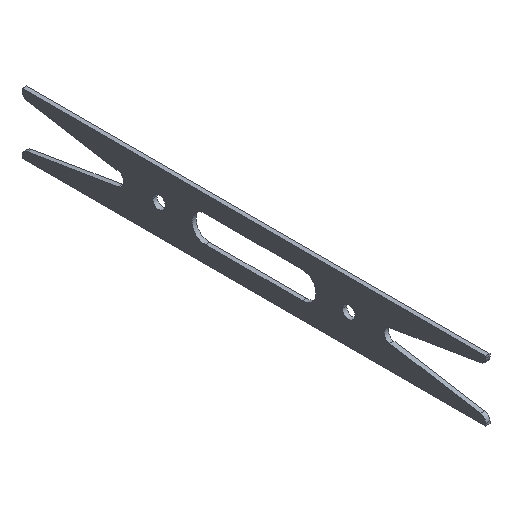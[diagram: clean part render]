
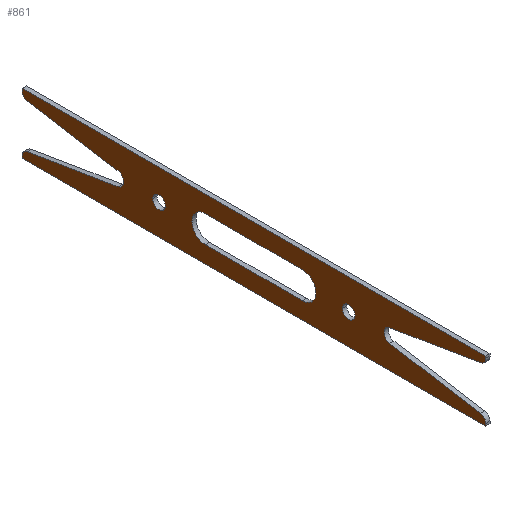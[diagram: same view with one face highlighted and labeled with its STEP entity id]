
A CAD part, isometric view. The second image highlights one B-rep face of the part: STEP entity #861.
In plain terms, the highlighted planar face has unit normal (-1, 0, 0).
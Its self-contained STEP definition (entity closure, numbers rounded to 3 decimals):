
#63=CARTESIAN_POINT('Vertex',(-2701.921,-110.,424.764)) ;
#77=CARTESIAN_POINT('Vertex',(-2701.921,110.,424.764)) ;
#80=CARTESIAN_POINT('Line Origine',(-2701.921,0.,424.764)) ;
#108=CARTESIAN_POINT('Vertex',(-2701.921,110.,423.764)) ;
#111=CARTESIAN_POINT('Line Origine',(-2701.921,110.,424.264)) ;
#139=CARTESIAN_POINT('Vertex',(-2701.921,107.493,420.805)) ;
#142=CARTESIAN_POINT('Axis2P3D Location',(-2701.921,107.,423.764)) ;
#170=CARTESIAN_POINT('Vertex',(-2701.921,64.459,413.632)) ;
#173=CARTESIAN_POINT('Line Origine',(-2701.921,85.976,417.218)) ;
#190=CARTESIAN_POINT('Axis2P3D Location',(-2701.921,65.,410.388)) ;
#194=CARTESIAN_POINT('Vertex',(-2701.921,64.459,407.144)) ;
#221=CARTESIAN_POINT('Line Origine',(-2701.921,85.976,403.558)) ;
#225=CARTESIAN_POINT('Vertex',(-2701.921,107.493,399.971)) ;
#263=CARTESIAN_POINT('Vertex',(-2701.921,110.,397.012)) ;
#266=CARTESIAN_POINT('Axis2P3D Location',(-2701.921,107.,397.012)) ;
#289=CARTESIAN_POINT('Vertex',(-2701.921,110.,396.012)) ;
#292=CARTESIAN_POINT('Line Origine',(-2701.921,110.,396.512)) ;
#309=CARTESIAN_POINT('Line Origine',(-2701.921,0.,396.012)) ;
#313=CARTESIAN_POINT('Vertex',(-2701.921,-110.,396.012)) ;
#340=CARTESIAN_POINT('Line Origine',(-2701.921,-110.,396.512)) ;
#344=CARTESIAN_POINT('Vertex',(-2701.921,-110.,397.012)) ;
#382=CARTESIAN_POINT('Vertex',(-2701.921,-107.493,399.971)) ;
#385=CARTESIAN_POINT('Axis2P3D Location',(-2701.921,-107.,397.012)) ;
#413=CARTESIAN_POINT('Vertex',(-2701.921,-64.459,407.144)) ;
#416=CARTESIAN_POINT('Line Origine',(-2701.921,-85.976,403.558)) ;
#433=CARTESIAN_POINT('Axis2P3D Location',(-2701.921,-65.,410.388)) ;
#437=CARTESIAN_POINT('Vertex',(-2701.921,-64.459,413.632)) ;
#464=CARTESIAN_POINT('Line Origine',(-2701.921,-85.976,417.218)) ;
#468=CARTESIAN_POINT('Vertex',(-2701.921,-107.493,420.805)) ;
#506=CARTESIAN_POINT('Vertex',(-2701.921,-110.,423.764)) ;
#509=CARTESIAN_POINT('Axis2P3D Location',(-2701.921,-107.,423.764)) ;
#521=CARTESIAN_POINT('Line Origine',(-2701.921,-110.,424.264)) ;
#543=CARTESIAN_POINT('Axis2P3D Location',(-2701.921,45.,410.388)) ;
#547=CARTESIAN_POINT('Vertex',(-2701.921,48.,410.388)) ;
#549=CARTESIAN_POINT('Vertex',(-2701.921,42.,410.388)) ;
#583=CARTESIAN_POINT('Axis2P3D Location',(-2701.921,45.,410.388)) ;
#605=CARTESIAN_POINT('Axis2P3D Location',(-2701.921,-45.,410.388)) ;
#609=CARTESIAN_POINT('Vertex',(-2701.921,-48.,410.388)) ;
#611=CARTESIAN_POINT('Vertex',(-2701.921,-42.,410.388)) ;
#645=CARTESIAN_POINT('Axis2P3D Location',(-2701.921,-45.,410.388)) ;
#673=CARTESIAN_POINT('Vertex',(-2701.921,-23.,404.012)) ;
#687=CARTESIAN_POINT('Vertex',(-2701.921,23.,404.012)) ;
#690=CARTESIAN_POINT('Line Origine',(-2701.921,0.,404.012)) ;
#707=CARTESIAN_POINT('Axis2P3D Location',(-2701.921,23.,410.388)) ;
#711=CARTESIAN_POINT('Vertex',(-2701.921,23.,416.764)) ;
#749=CARTESIAN_POINT('Vertex',(-2701.921,-23.,416.764)) ;
#752=CARTESIAN_POINT('Line Origine',(-2701.921,0.,416.764)) ;
#769=CARTESIAN_POINT('Axis2P3D Location',(-2701.921,-23.,410.388)) ;
#824=CARTESIAN_POINT('Axis2P3D Location',(-2701.921,0.,0.)) ;
#81=DIRECTION('Vector Direction',(0.,1.,0.)) ;
#112=DIRECTION('Vector Direction',(0.,0.,-1.)) ;
#143=DIRECTION('Axis2P3D Direction',(-1.,0.,0.)) ;
#174=DIRECTION('Vector Direction',(0.,-0.986,-0.164)) ;
#191=DIRECTION('Axis2P3D Direction',(-1.,0.,0.)) ;
#222=DIRECTION('Vector Direction',(0.,-0.986,0.164)) ;
#267=DIRECTION('Axis2P3D Direction',(-1.,0.,0.)) ;
#293=DIRECTION('Vector Direction',(0.,0.,-1.)) ;
#310=DIRECTION('Vector Direction',(0.,1.,0.)) ;
#341=DIRECTION('Vector Direction',(0.,0.,-1.)) ;
#386=DIRECTION('Axis2P3D Direction',(-1.,0.,0.)) ;
#417=DIRECTION('Vector Direction',(0.,0.986,0.164)) ;
#434=DIRECTION('Axis2P3D Direction',(-1.,0.,0.)) ;
#465=DIRECTION('Vector Direction',(0.,0.986,-0.164)) ;
#510=DIRECTION('Axis2P3D Direction',(-1.,0.,0.)) ;
#522=DIRECTION('Vector Direction',(0.,0.,-1.)) ;
#544=DIRECTION('Axis2P3D Direction',(-1.,0.,0.)) ;
#584=DIRECTION('Axis2P3D Direction',(-1.,0.,0.)) ;
#606=DIRECTION('Axis2P3D Direction',(-1.,0.,0.)) ;
#646=DIRECTION('Axis2P3D Direction',(-1.,0.,0.)) ;
#691=DIRECTION('Vector Direction',(0.,1.,0.)) ;
#708=DIRECTION('Axis2P3D Direction',(-1.,0.,0.)) ;
#753=DIRECTION('Vector Direction',(0.,-1.,0.)) ;
#770=DIRECTION('Axis2P3D Direction',(-1.,0.,0.)) ;
#825=DIRECTION('Axis2P3D Direction',(-1.,0.,0.)) ;
#826=DIRECTION('Axis2P3D XDirection',(0.,-1.,0.)) ;
#144=AXIS2_PLACEMENT_3D('Circle Axis2P3D',#142,#143,$) ;
#192=AXIS2_PLACEMENT_3D('Circle Axis2P3D',#190,#191,$) ;
#268=AXIS2_PLACEMENT_3D('Circle Axis2P3D',#266,#267,$) ;
#387=AXIS2_PLACEMENT_3D('Circle Axis2P3D',#385,#386,$) ;
#435=AXIS2_PLACEMENT_3D('Circle Axis2P3D',#433,#434,$) ;
#511=AXIS2_PLACEMENT_3D('Circle Axis2P3D',#509,#510,$) ;
#545=AXIS2_PLACEMENT_3D('Circle Axis2P3D',#543,#544,$) ;
#585=AXIS2_PLACEMENT_3D('Circle Axis2P3D',#583,#584,$) ;
#607=AXIS2_PLACEMENT_3D('Circle Axis2P3D',#605,#606,$) ;
#647=AXIS2_PLACEMENT_3D('Circle Axis2P3D',#645,#646,$) ;
#709=AXIS2_PLACEMENT_3D('Circle Axis2P3D',#707,#708,$) ;
#771=AXIS2_PLACEMENT_3D('Circle Axis2P3D',#769,#770,$) ;
#827=AXIS2_PLACEMENT_3D('Plane Axis2P3D',#824,#825,#826) ;
#830=ORIENTED_EDGE('',*,*,#84,.T.) ;
#831=ORIENTED_EDGE('',*,*,#115,.T.) ;
#832=ORIENTED_EDGE('',*,*,#146,.T.) ;
#833=ORIENTED_EDGE('',*,*,#177,.T.) ;
#834=ORIENTED_EDGE('',*,*,#196,.F.) ;
#835=ORIENTED_EDGE('',*,*,#227,.F.) ;
#836=ORIENTED_EDGE('',*,*,#270,.T.) ;
#837=ORIENTED_EDGE('',*,*,#296,.T.) ;
#838=ORIENTED_EDGE('',*,*,#315,.F.) ;
#839=ORIENTED_EDGE('',*,*,#346,.F.) ;
#840=ORIENTED_EDGE('',*,*,#389,.T.) ;
#841=ORIENTED_EDGE('',*,*,#420,.T.) ;
#842=ORIENTED_EDGE('',*,*,#439,.F.) ;
#843=ORIENTED_EDGE('',*,*,#470,.F.) ;
#844=ORIENTED_EDGE('',*,*,#513,.T.) ;
#845=ORIENTED_EDGE('',*,*,#525,.F.) ;
#848=ORIENTED_EDGE('',*,*,#551,.F.) ;
#849=ORIENTED_EDGE('',*,*,#587,.F.) ;
#852=ORIENTED_EDGE('',*,*,#613,.F.) ;
#853=ORIENTED_EDGE('',*,*,#649,.F.) ;
#856=ORIENTED_EDGE('',*,*,#694,.T.) ;
#857=ORIENTED_EDGE('',*,*,#713,.F.) ;
#858=ORIENTED_EDGE('',*,*,#756,.T.) ;
#859=ORIENTED_EDGE('',*,*,#773,.F.) ;
#850=FACE_BOUND('',#847,.T.) ;
#854=FACE_BOUND('',#851,.T.) ;
#860=FACE_BOUND('',#855,.T.) ;
#82=VECTOR('Line Direction',#81,1.) ;
#113=VECTOR('Line Direction',#112,1.) ;
#175=VECTOR('Line Direction',#174,1.) ;
#223=VECTOR('Line Direction',#222,1.) ;
#294=VECTOR('Line Direction',#293,1.) ;
#311=VECTOR('Line Direction',#310,1.) ;
#342=VECTOR('Line Direction',#341,1.) ;
#418=VECTOR('Line Direction',#417,1.) ;
#466=VECTOR('Line Direction',#465,1.) ;
#523=VECTOR('Line Direction',#522,1.) ;
#692=VECTOR('Line Direction',#691,1.) ;
#754=VECTOR('Line Direction',#753,1.) ;
#861=ADVANCED_FACE('Corps principal',(#846,#850,#854,#860),#828,.T.) ;
#145=CIRCLE('generated circle',#144,3.) ;
#193=CIRCLE('generated circle',#192,3.288) ;
#269=CIRCLE('generated circle',#268,3.) ;
#388=CIRCLE('generated circle',#387,3.) ;
#436=CIRCLE('generated circle',#435,3.288) ;
#512=CIRCLE('generated circle',#511,3.) ;
#546=CIRCLE('generated circle',#545,3.) ;
#586=CIRCLE('generated circle',#585,3.) ;
#608=CIRCLE('generated circle',#607,3.) ;
#648=CIRCLE('generated circle',#647,3.) ;
#710=CIRCLE('generated circle',#709,6.376) ;
#772=CIRCLE('generated circle',#771,6.376) ;
#84=EDGE_CURVE('',#64,#78,#83,.T.) ;
#115=EDGE_CURVE('',#78,#109,#114,.T.) ;
#146=EDGE_CURVE('',#109,#140,#145,.T.) ;
#177=EDGE_CURVE('',#140,#171,#176,.T.) ;
#196=EDGE_CURVE('',#195,#171,#193,.T.) ;
#227=EDGE_CURVE('',#226,#195,#224,.T.) ;
#270=EDGE_CURVE('',#226,#264,#269,.T.) ;
#296=EDGE_CURVE('',#264,#290,#295,.T.) ;
#315=EDGE_CURVE('',#314,#290,#312,.T.) ;
#346=EDGE_CURVE('',#345,#314,#343,.T.) ;
#389=EDGE_CURVE('',#345,#383,#388,.T.) ;
#420=EDGE_CURVE('',#383,#414,#419,.T.) ;
#439=EDGE_CURVE('',#438,#414,#436,.T.) ;
#470=EDGE_CURVE('',#469,#438,#467,.T.) ;
#513=EDGE_CURVE('',#469,#507,#512,.T.) ;
#525=EDGE_CURVE('',#64,#507,#524,.T.) ;
#551=EDGE_CURVE('',#548,#550,#546,.T.) ;
#587=EDGE_CURVE('',#550,#548,#586,.T.) ;
#613=EDGE_CURVE('',#610,#612,#608,.T.) ;
#649=EDGE_CURVE('',#612,#610,#648,.T.) ;
#694=EDGE_CURVE('',#674,#688,#693,.T.) ;
#713=EDGE_CURVE('',#712,#688,#710,.T.) ;
#756=EDGE_CURVE('',#712,#750,#755,.T.) ;
#773=EDGE_CURVE('',#674,#750,#772,.T.) ;
#829=EDGE_LOOP('',(#830,#831,#832,#833,#834,#835,#836,#837,#838,#839,#840,#841,#842,#843,#844,#845)) ;
#847=EDGE_LOOP('',(#848,#849)) ;
#851=EDGE_LOOP('',(#852,#853)) ;
#855=EDGE_LOOP('',(#856,#857,#858,#859)) ;
#846=FACE_OUTER_BOUND('',#829,.T.) ;
#83=LINE('Line',#80,#82) ;
#114=LINE('Line',#111,#113) ;
#176=LINE('Line',#173,#175) ;
#224=LINE('Line',#221,#223) ;
#295=LINE('Line',#292,#294) ;
#312=LINE('Line',#309,#311) ;
#343=LINE('Line',#340,#342) ;
#419=LINE('Line',#416,#418) ;
#467=LINE('Line',#464,#466) ;
#524=LINE('Line',#521,#523) ;
#693=LINE('Line',#690,#692) ;
#755=LINE('Line',#752,#754) ;
#828=PLANE('',#827) ;
#64=VERTEX_POINT('',#63) ;
#78=VERTEX_POINT('',#77) ;
#109=VERTEX_POINT('',#108) ;
#140=VERTEX_POINT('',#139) ;
#171=VERTEX_POINT('',#170) ;
#195=VERTEX_POINT('',#194) ;
#226=VERTEX_POINT('',#225) ;
#264=VERTEX_POINT('',#263) ;
#290=VERTEX_POINT('',#289) ;
#314=VERTEX_POINT('',#313) ;
#345=VERTEX_POINT('',#344) ;
#383=VERTEX_POINT('',#382) ;
#414=VERTEX_POINT('',#413) ;
#438=VERTEX_POINT('',#437) ;
#469=VERTEX_POINT('',#468) ;
#507=VERTEX_POINT('',#506) ;
#548=VERTEX_POINT('',#547) ;
#550=VERTEX_POINT('',#549) ;
#610=VERTEX_POINT('',#609) ;
#612=VERTEX_POINT('',#611) ;
#674=VERTEX_POINT('',#673) ;
#688=VERTEX_POINT('',#687) ;
#712=VERTEX_POINT('',#711) ;
#750=VERTEX_POINT('',#749) ;
